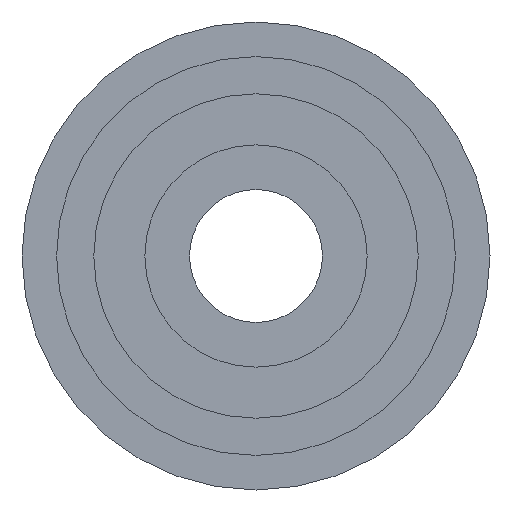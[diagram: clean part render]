
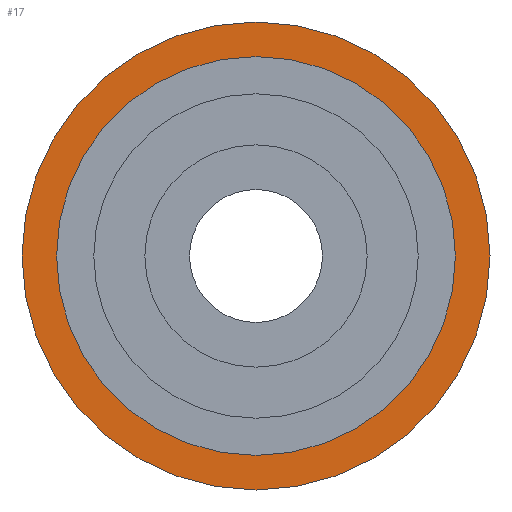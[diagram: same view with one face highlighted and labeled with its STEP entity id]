
A CAD part, front view. The second image highlights one B-rep face of the part: STEP entity #17.
In plain terms, the highlighted planar face has unit normal (0, -1, 0).
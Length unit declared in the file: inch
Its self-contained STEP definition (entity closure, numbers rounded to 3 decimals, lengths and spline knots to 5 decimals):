
#17 = ADVANCED_FACE ( 'NONE', ( #592, #442 ), #597, .F. ) ;
#34 = DIRECTION ( 'NONE',  ( 0., 1., 0. ) ) ;
#38 = CIRCLE ( 'NONE', #226, 0.22 ) ;
#102 = DIRECTION ( 'NONE',  ( 0., 1., 0. ) ) ;
#120 = CARTESIAN_POINT ( 'NONE',  ( 0., 0.109, 0.22 ) ) ;
#127 = ORIENTED_EDGE ( 'NONE', *, *, #650, .F. ) ;
#145 = VERTEX_POINT ( 'NONE', #120 ) ;
#149 = DIRECTION ( 'NONE',  ( 0., 1., 0. ) ) ;
#152 = CIRCLE ( 'NONE', #159, 0.22 ) ;
#159 = AXIS2_PLACEMENT_3D ( 'NONE', #562, #265, #617 ) ;
#162 = CARTESIAN_POINT ( 'NONE',  ( 0., 0.109, 0. ) ) ;
#167 = ORIENTED_EDGE ( 'NONE', *, *, #567, .T. ) ;
#179 = AXIS2_PLACEMENT_3D ( 'NONE', #162, #149, #500 ) ;
#202 = ORIENTED_EDGE ( 'NONE', *, *, #630, .T. ) ;
#219 = CARTESIAN_POINT ( 'NONE',  ( 0., 0.109, 0. ) ) ;
#222 = AXIS2_PLACEMENT_3D ( 'NONE', #413, #102, #463 ) ;
#226 = AXIS2_PLACEMENT_3D ( 'NONE', #219, #571, #271 ) ;
#265 = DIRECTION ( 'NONE',  ( 0., 1., 0. ) ) ;
#271 = DIRECTION ( 'NONE',  ( 0., 0., 1. ) ) ;
#312 = ORIENTED_EDGE ( 'NONE', *, *, #551, .F. ) ;
#338 = VERTEX_POINT ( 'NONE', #530 ) ;
#347 = VERTEX_POINT ( 'NONE', #475 ) ;
#384 = DIRECTION ( 'NONE',  ( 0., 0., 1. ) ) ;
#413 = CARTESIAN_POINT ( 'NONE',  ( 0., 0.109, 0. ) ) ;
#442 = FACE_BOUND ( 'NONE', #522, .T. ) ;
#463 = DIRECTION ( 'NONE',  ( 0., 0., 1. ) ) ;
#474 = AXIS2_PLACEMENT_3D ( 'NONE', #639, #34, #384 ) ;
#475 = CARTESIAN_POINT ( 'NONE',  ( 0., 0.109, -0.1875 ) ) ;
#500 = DIRECTION ( 'NONE',  ( 0., 0., 1. ) ) ;
#522 = EDGE_LOOP ( 'NONE', ( #202, #167 ) ) ;
#530 = CARTESIAN_POINT ( 'NONE',  ( 0., 0.109, -0.22 ) ) ;
#539 = CIRCLE ( 'NONE', #222, 0.1875 ) ;
#543 = VERTEX_POINT ( 'NONE', #640 ) ;
#546 = CIRCLE ( 'NONE', #179, 0.1875 ) ;
#551 = EDGE_CURVE ( 'NONE', #145, #338, #38, .T. ) ;
#562 = CARTESIAN_POINT ( 'NONE',  ( 0., 0.109, 0. ) ) ;
#567 = EDGE_CURVE ( 'NONE', #543, #347, #539, .T. ) ;
#571 = DIRECTION ( 'NONE',  ( 0., 1., 0. ) ) ;
#592 = FACE_OUTER_BOUND ( 'NONE', #613, .T. ) ;
#597 = PLANE ( 'NONE',  #474 ) ;
#613 = EDGE_LOOP ( 'NONE', ( #127, #312 ) ) ;
#617 = DIRECTION ( 'NONE',  ( 0., 0., 1. ) ) ;
#630 = EDGE_CURVE ( 'NONE', #347, #543, #546, .T. ) ;
#639 = CARTESIAN_POINT ( 'NONE',  ( 0., 0.109, 0. ) ) ;
#640 = CARTESIAN_POINT ( 'NONE',  ( 0., 0.109, 0.1875 ) ) ;
#650 = EDGE_CURVE ( 'NONE', #338, #145, #152, .T. ) ;
